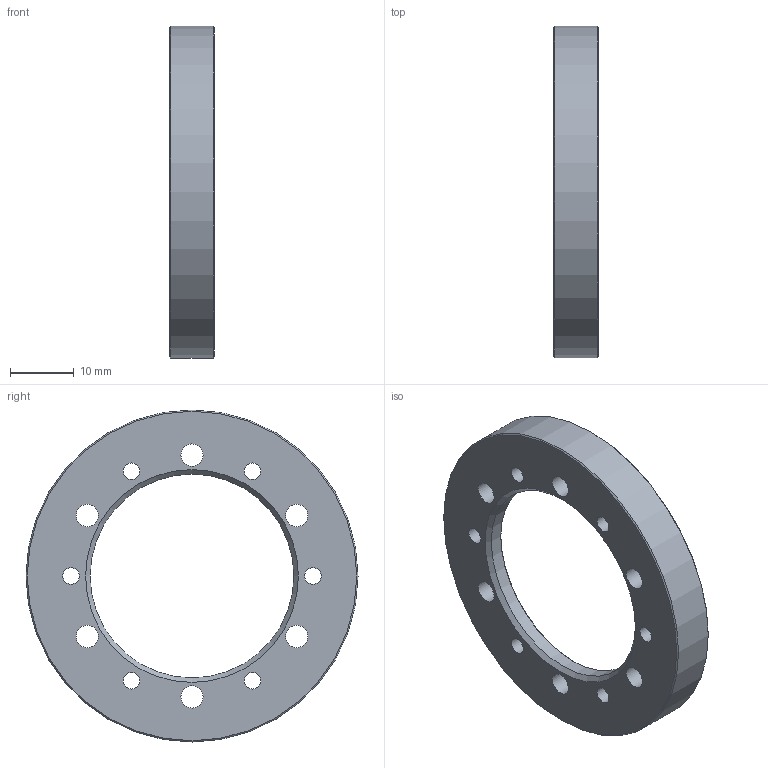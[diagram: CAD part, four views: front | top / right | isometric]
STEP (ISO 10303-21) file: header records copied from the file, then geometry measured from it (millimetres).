
FILE_DESCRIPTION(/* description */ (''),/* implementation_level */ '2;1');
FILE_NAME(/* name */ '52 DIAMETER B SECTION RING_A.stp',/* time_stamp */ '2018-03-20T11:36:50+00:00',/* author */ (''),/* organization */ (''),/* preprocessor_version */ 'ST-DEVELOPER v16',/* originating_system */ 'SIEMENS PLM Software NX 10.0',/* authorisation */ '');
FILE_SCHEMA (('AUTOMOTIVE_DESIGN { 1 0 10303 214 3 1 1 1 }'));
Length unit declared in the file: millimetre
Products named in the file (1): mw13266C3CFCvo94
Bounding box: 7 x 52.15 x 52.15 mm (x, y, z)
Volume: 5421.5 mm3; surface area: 4521.2 mm2
Topology: 1 solids, 1 shells, 24 faces, 60 edges, 39 vertices
Faces by surface type: cylinder 15, cone 5, plane 3, torus 1
Full cylindrical faces by diameter (mm): 2.6 x6, 3.5 x6, 32.02 x1, 45 x1, 52.15 x1
Entity records: 688 total; most frequent: DIRECTION 122, CARTESIAN_POINT 97, FACE_BOUND 72, EDGE_LOOP 72, ORIENTED_EDGE 72, AXIS2_PLACEMENT_3D 61, VERTEX_POINT 36, EDGE_CURVE 36
